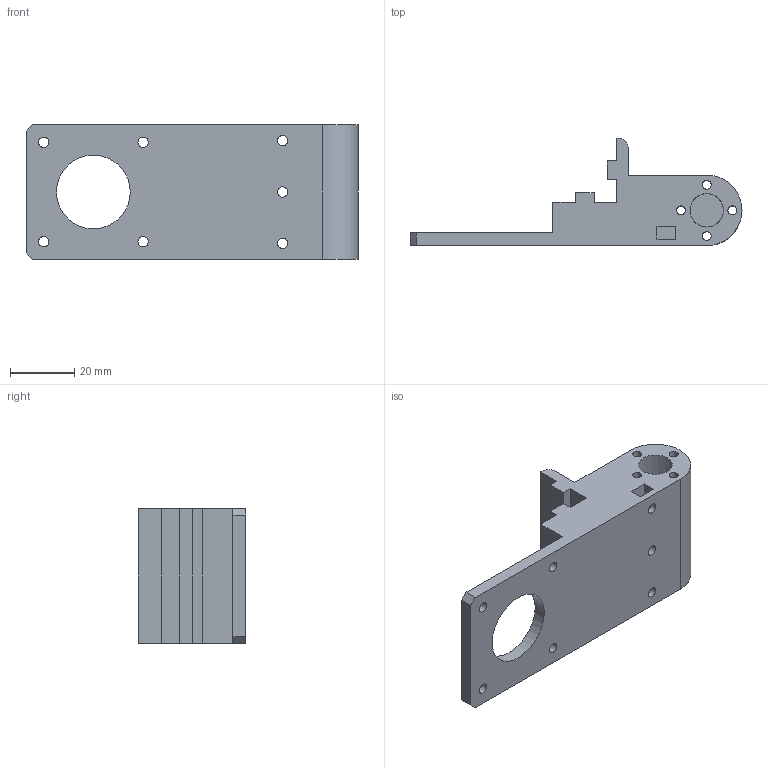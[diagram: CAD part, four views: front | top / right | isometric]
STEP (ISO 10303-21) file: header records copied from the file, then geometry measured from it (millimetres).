
FILE_DESCRIPTION(('FreeCAD Model'),'2;1');
FILE_NAME('Open CASCADE Shape Model','2021-12-21T18:25:13',('Author'),( ''),'Open CASCADE STEP processor 7.5','FreeCAD','Unknown');
FILE_SCHEMA(('AUTOMOTIVE_DESIGN { 1 0 10303 214 1 1 1 1 }'));
Length unit declared in the file: millimetre
Products named in the file (1): Fusion002
Bounding box: 103.5 x 33.5 x 42 mm (x, y, z)
Volume: 45610.9 mm3; surface area: 17651.5 mm2
Topology: 1 solids, 1 shells, 58 faces, 165 edges, 110 vertices
Faces by surface type: plane 39, cylinder 19
Full cylindrical faces by diameter (mm): 2.8 x4, 3.2 x9, 8.2 x2, 23 x1
Entity records: 4487 total; most frequent: CARTESIAN_POINT 1084, DIRECTION 632, LINE 401, VECTOR 401, ORIENTED_EDGE 330, PCURVE 330, DEFINITIONAL_REPRESENTATION 330, EDGE_CURVE 165
